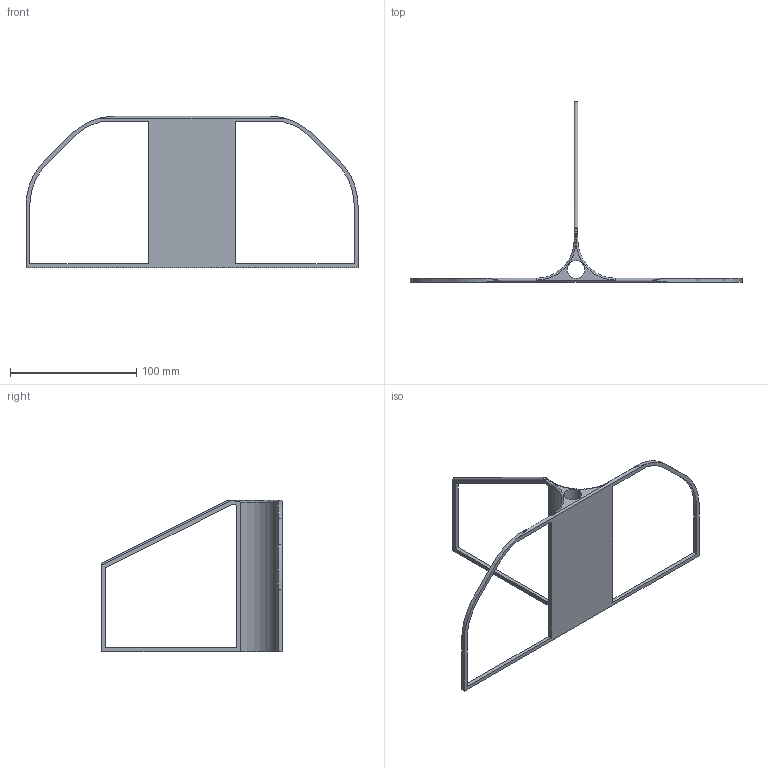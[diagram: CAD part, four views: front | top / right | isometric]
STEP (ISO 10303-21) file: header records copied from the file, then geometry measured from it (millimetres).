
FILE_DESCRIPTION(/* description */ (''),/* implementation_level */ '2;1');
FILE_NAME(/* name */ '92f497eb-1af7-4c27-874b-b06d3a6c710d.stp',/* time_stamp */ '2019-01-08T14:12:25+00:00',/* author */ (''),/* organization */ (''),/* preprocessor_version */ 'ST-DEVELOPER v17.2',/* originating_system */ 'Autodesk Translation Framework v7.6.0.251',/* authorisation */ '');
FILE_SCHEMA (('AUTOMOTIVE_DESIGN { 1 0 10303 214 3 1 1 }'));
Length unit declared in the file: millimetre
Products named in the file (1): Conventional Tail fixed
Bounding box: 263 x 143 x 120 mm (x, y, z)
Volume: 50340.1 mm3; surface area: 48809.7 mm2
Topology: 1 solids, 1 shells, 56 faces, 161 edges, 107 vertices
Faces by surface type: plane 33, cylinder 20, torus 2, bspline 1
Full cylindrical faces by diameter (mm): 14.2 x1
Entity records: 1959 total; most frequent: CARTESIAN_POINT 402, ORIENTED_EDGE 322, DIRECTION 315, EDGE_CURVE 161, AXIS2_PLACEMENT_3D 108, VERTEX_POINT 107, LINE 99, VECTOR 99
